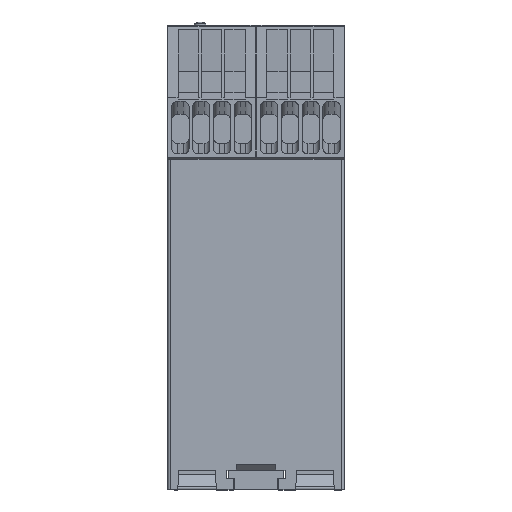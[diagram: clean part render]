
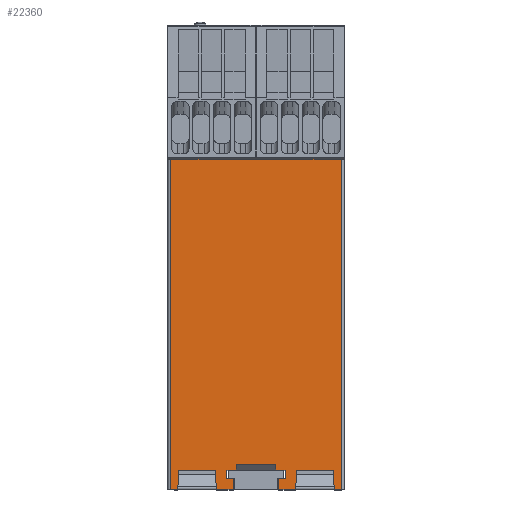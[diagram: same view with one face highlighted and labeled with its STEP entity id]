
A CAD part, top view. The second image highlights one B-rep face of the part: STEP entity #22360.
In plain terms, the highlighted planar face has unit normal (0, 0, 1).
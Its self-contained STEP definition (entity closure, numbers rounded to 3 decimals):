
#6=DIRECTION('',(1.,0.,0.));
#7=VECTOR('',#6,1.86);
#8=CARTESIAN_POINT('',(-21.8,0.,40.));
#9=LINE('',#8,#7);
#797=DIRECTION('',(-1.,0.,0.));
#798=VECTOR('',#797,2.11);
#799=CARTESIAN_POINT('',(7.11,4.94,40.));
#800=LINE('',#799,#798);
#801=DIRECTION('',(0.,1.,0.));
#802=VECTOR('',#801,1.5);
#803=CARTESIAN_POINT('',(5.,4.94,40.));
#804=LINE('',#803,#802);
#805=DIRECTION('',(1.,0.,0.));
#806=VECTOR('',#805,10.);
#807=CARTESIAN_POINT('',(-5.,6.44,40.));
#808=LINE('',#807,#806);
#809=DIRECTION('',(0.,1.,0.));
#810=VECTOR('',#809,1.5);
#811=CARTESIAN_POINT('',(-5.,4.94,40.));
#812=LINE('',#811,#810);
#813=DIRECTION('',(-1.,0.,0.));
#814=VECTOR('',#813,2.11);
#815=CARTESIAN_POINT('',(-5.,4.94,40.));
#816=LINE('',#815,#814);
#817=DIRECTION('',(-1.,0.,0.));
#818=VECTOR('',#817,0.47);
#819=CARTESIAN_POINT('',(-7.11,4.94,40.));
#820=LINE('',#819,#818);
#821=DIRECTION('',(0.,-1.,0.));
#822=VECTOR('',#821,2.21);
#823=CARTESIAN_POINT('',(-7.58,4.94,40.));
#824=LINE('',#823,#822);
#825=DIRECTION('',(1.,0.,0.));
#826=VECTOR('',#825,1.78);
#827=CARTESIAN_POINT('',(-7.58,2.73,40.));
#828=LINE('',#827,#826);
#829=DIRECTION('',(0.,1.,0.));
#830=VECTOR('',#829,2.73);
#831=CARTESIAN_POINT('',(-5.8,0.,40.));
#832=LINE('',#831,#830);
#833=DIRECTION('',(-0.056,0.998,0.));
#834=VECTOR('',#833,4.948);
#835=CARTESIAN_POINT('',(-10.1,0.,40.));
#836=LINE('',#835,#834);
#837=DIRECTION('',(-1.,0.,0.));
#838=VECTOR('',#837,9.29);
#839=CARTESIAN_POINT('',(-10.375,4.94,40.));
#840=LINE('',#839,#838);
#841=DIRECTION('',(-0.056,-0.998,0.));
#842=VECTOR('',#841,4.948);
#843=CARTESIAN_POINT('',(-19.665,4.94,40.));
#844=LINE('',#843,#842);
#845=DIRECTION('',(0.,-1.,0.));
#846=VECTOR('',#845,84.4);
#847=CARTESIAN_POINT('',(-21.8,84.4,40.));
#848=LINE('',#847,#846);
#849=DIRECTION('',(0.,-1.,0.));
#850=VECTOR('',#849,84.4);
#851=CARTESIAN_POINT('',(21.8,84.4,40.));
#852=LINE('',#851,#850);
#853=DIRECTION('',(-0.056,0.998,0.));
#854=VECTOR('',#853,4.948);
#855=CARTESIAN_POINT('',(19.94,0.,40.));
#856=LINE('',#855,#854);
#857=DIRECTION('',(-1.,0.,0.));
#858=VECTOR('',#857,9.29);
#859=CARTESIAN_POINT('',(19.665,4.94,40.));
#860=LINE('',#859,#858);
#861=DIRECTION('',(-0.056,-0.998,0.));
#862=VECTOR('',#861,4.948);
#863=CARTESIAN_POINT('',(10.375,4.94,40.));
#864=LINE('',#863,#862);
#865=DIRECTION('',(0.,1.,0.));
#866=VECTOR('',#865,2.73);
#867=CARTESIAN_POINT('',(5.8,0.,40.));
#868=LINE('',#867,#866);
#869=DIRECTION('',(1.,0.,0.));
#870=VECTOR('',#869,1.78);
#871=CARTESIAN_POINT('',(5.8,2.73,40.));
#872=LINE('',#871,#870);
#873=DIRECTION('',(0.,1.,0.));
#874=VECTOR('',#873,2.21);
#875=CARTESIAN_POINT('',(7.58,2.73,40.));
#876=LINE('',#875,#874);
#877=DIRECTION('',(-1.,0.,0.));
#878=VECTOR('',#877,0.47);
#879=CARTESIAN_POINT('',(7.58,4.94,40.));
#880=LINE('',#879,#878);
#1837=DIRECTION('',(1.,0.,0.));
#1838=VECTOR('',#1837,4.3);
#1839=CARTESIAN_POINT('',(-10.1,0.,40.));
#1840=LINE('',#1839,#1838);
#1954=DIRECTION('',(1.,0.,0.));
#1955=VECTOR('',#1954,43.6);
#1956=CARTESIAN_POINT('',(-21.8,84.4,40.));
#1957=LINE('',#1956,#1955);
#11319=DIRECTION('',(1.,0.,0.));
#11320=VECTOR('',#11319,1.86);
#11321=CARTESIAN_POINT('',(19.94,0.,40.));
#11322=LINE('',#11321,#11320);
#16125=DIRECTION('',(1.,0.,0.));
#16126=VECTOR('',#16125,4.3);
#16127=CARTESIAN_POINT('',(5.8,0.,40.));
#16128=LINE('',#16127,#16126);
#16633=CARTESIAN_POINT('',(19.94,0.,40.));
#16634=CARTESIAN_POINT('',(19.665,4.94,40.));
#16635=VERTEX_POINT('',#16633);
#16636=VERTEX_POINT('',#16634);
#16637=CARTESIAN_POINT('',(10.375,4.94,40.));
#16638=VERTEX_POINT('',#16637);
#16639=CARTESIAN_POINT('',(10.1,0.,40.));
#16640=VERTEX_POINT('',#16639);
#16641=CARTESIAN_POINT('',(-10.1,0.,40.));
#16642=CARTESIAN_POINT('',(-10.375,4.94,40.));
#16643=VERTEX_POINT('',#16641);
#16644=VERTEX_POINT('',#16642);
#16645=CARTESIAN_POINT('',(-19.665,4.94,40.));
#16646=VERTEX_POINT('',#16645);
#16647=CARTESIAN_POINT('',(-19.94,0.,40.));
#16648=VERTEX_POINT('',#16647);
#16649=CARTESIAN_POINT('',(-5.8,0.,40.));
#16651=VERTEX_POINT('',#16649);
#16653=CARTESIAN_POINT('',(5.8,0.,40.));
#16655=VERTEX_POINT('',#16653);
#16657=CARTESIAN_POINT('',(-7.58,4.94,40.));
#16658=CARTESIAN_POINT('',(-7.58,2.73,40.));
#16659=VERTEX_POINT('',#16657);
#16660=VERTEX_POINT('',#16658);
#16661=CARTESIAN_POINT('',(-5.8,2.73,40.));
#16662=VERTEX_POINT('',#16661);
#16663=CARTESIAN_POINT('',(5.8,2.73,40.));
#16664=VERTEX_POINT('',#16663);
#16665=CARTESIAN_POINT('',(7.58,2.73,40.));
#16666=VERTEX_POINT('',#16665);
#16667=CARTESIAN_POINT('',(7.58,4.94,40.));
#16668=VERTEX_POINT('',#16667);
#16681=CARTESIAN_POINT('',(-5.,6.44,40.));
#16682=CARTESIAN_POINT('',(5.,6.44,40.));
#16683=VERTEX_POINT('',#16681);
#16684=VERTEX_POINT('',#16682);
#16896=CARTESIAN_POINT('',(21.8,0.,40.));
#16898=VERTEX_POINT('',#16896);
#16899=CARTESIAN_POINT('',(21.8,84.4,40.));
#16900=VERTEX_POINT('',#16899);
#16903=CARTESIAN_POINT('',(-21.8,0.,40.));
#16905=VERTEX_POINT('',#16903);
#16909=CARTESIAN_POINT('',(-21.8,84.4,40.));
#16910=VERTEX_POINT('',#16909);
#17297=CARTESIAN_POINT('',(7.11,4.94,40.));
#17298=CARTESIAN_POINT('',(5.,4.94,40.));
#17299=VERTEX_POINT('',#17297);
#17300=VERTEX_POINT('',#17298);
#17301=CARTESIAN_POINT('',(-5.,4.94,40.));
#17302=CARTESIAN_POINT('',(-7.11,4.94,40.));
#17303=VERTEX_POINT('',#17301);
#17304=VERTEX_POINT('',#17302);
#22309=CARTESIAN_POINT('',(-22.5,0.,40.));
#22310=DIRECTION('',(0.,0.,1.));
#22311=DIRECTION('',(1.,0.,0.));
#22312=AXIS2_PLACEMENT_3D('',#22309,#22310,#22311);
#22313=PLANE('',#22312);
#22314=ORIENTED_EDGE('',*,*,#22276,.T.);
#22316=ORIENTED_EDGE('',*,*,#22315,.T.);
#22318=ORIENTED_EDGE('',*,*,#22317,.F.);
#22320=ORIENTED_EDGE('',*,*,#22319,.F.);
#22321=ORIENTED_EDGE('',*,*,#22282,.T.);
#22322=ORIENTED_EDGE('',*,*,#22173,.T.);
#22324=ORIENTED_EDGE('',*,*,#22323,.T.);
#22326=ORIENTED_EDGE('',*,*,#22325,.T.);
#22328=ORIENTED_EDGE('',*,*,#22327,.F.);
#22330=ORIENTED_EDGE('',*,*,#22329,.F.);
#22332=ORIENTED_EDGE('',*,*,#22331,.T.);
#22333=ORIENTED_EDGE('',*,*,#22165,.T.);
#22335=ORIENTED_EDGE('',*,*,#22334,.T.);
#22336=ORIENTED_EDGE('',*,*,#21400,.F.);
#22337=ORIENTED_EDGE('',*,*,#21421,.F.);
#22339=ORIENTED_EDGE('',*,*,#22338,.T.);
#22341=ORIENTED_EDGE('',*,*,#22340,.T.);
#22343=ORIENTED_EDGE('',*,*,#22342,.F.);
#22345=ORIENTED_EDGE('',*,*,#22344,.T.);
#22346=ORIENTED_EDGE('',*,*,#22124,.T.);
#22348=ORIENTED_EDGE('',*,*,#22347,.T.);
#22350=ORIENTED_EDGE('',*,*,#22349,.F.);
#22352=ORIENTED_EDGE('',*,*,#22351,.T.);
#22354=ORIENTED_EDGE('',*,*,#22353,.T.);
#22356=ORIENTED_EDGE('',*,*,#22355,.T.);
#22357=ORIENTED_EDGE('',*,*,#22116,.T.);
#22358=EDGE_LOOP('',(#22314,#22316,#22318,#22320,#22321,#22322,#22324,#22326,
#22328,#22330,#22332,#22333,#22335,#22336,#22337,#22339,#22341,#22343,#22345,
#22346,#22348,#22350,#22352,#22354,#22356,#22357));
#22359=FACE_OUTER_BOUND('',#22358,.F.);
#22360=ADVANCED_FACE('',(#22359),#22313,.T.);
#21400=EDGE_CURVE('',#16905,#16648,#9,.T.);
#21421=EDGE_CURVE('',#16910,#16905,#848,.T.);
#22116=EDGE_CURVE('',#16668,#17299,#880,.T.);
#22124=EDGE_CURVE('',#16636,#16638,#860,.T.);
#22165=EDGE_CURVE('',#16644,#16646,#840,.T.);
#22173=EDGE_CURVE('',#17304,#16659,#820,.T.);
#22276=EDGE_CURVE('',#17299,#17300,#800,.T.);
#22282=EDGE_CURVE('',#17303,#17304,#816,.T.);
#22315=EDGE_CURVE('',#17300,#16684,#804,.T.);
#22317=EDGE_CURVE('',#16683,#16684,#808,.T.);
#22319=EDGE_CURVE('',#17303,#16683,#812,.T.);
#22323=EDGE_CURVE('',#16659,#16660,#824,.T.);
#22325=EDGE_CURVE('',#16660,#16662,#828,.T.);
#22327=EDGE_CURVE('',#16651,#16662,#832,.T.);
#22329=EDGE_CURVE('',#16643,#16651,#1840,.T.);
#22331=EDGE_CURVE('',#16643,#16644,#836,.T.);
#22334=EDGE_CURVE('',#16646,#16648,#844,.T.);
#22338=EDGE_CURVE('',#16910,#16900,#1957,.T.);
#22340=EDGE_CURVE('',#16900,#16898,#852,.T.);
#22342=EDGE_CURVE('',#16635,#16898,#11322,.T.);
#22344=EDGE_CURVE('',#16635,#16636,#856,.T.);
#22347=EDGE_CURVE('',#16638,#16640,#864,.T.);
#22349=EDGE_CURVE('',#16655,#16640,#16128,.T.);
#22351=EDGE_CURVE('',#16655,#16664,#868,.T.);
#22353=EDGE_CURVE('',#16664,#16666,#872,.T.);
#22355=EDGE_CURVE('',#16666,#16668,#876,.T.);
